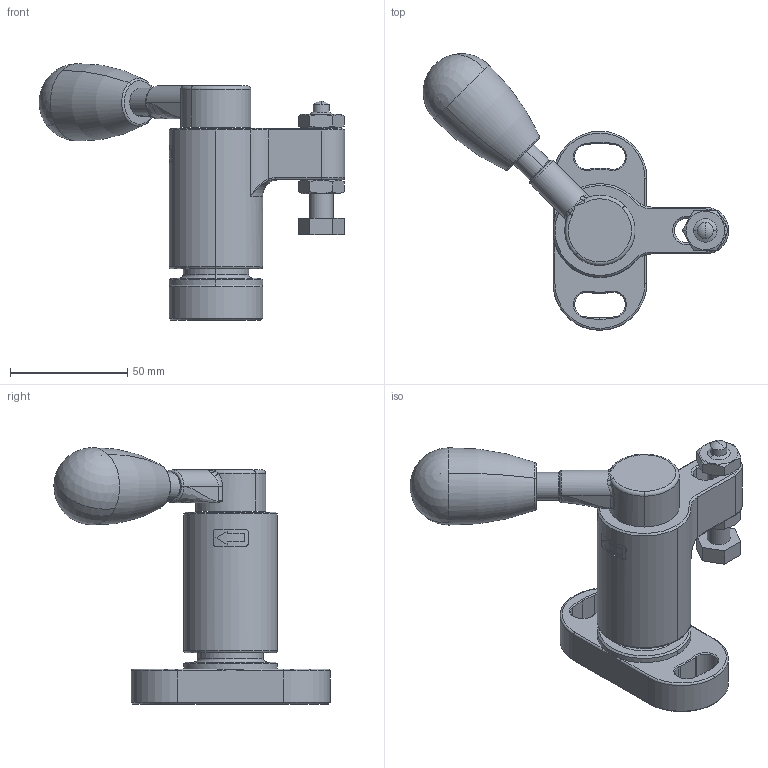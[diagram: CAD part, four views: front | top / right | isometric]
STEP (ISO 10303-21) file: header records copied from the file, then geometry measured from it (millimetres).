
FILE_DESCRIPTION (( 'STEP AP203' ), '1' );
FILE_NAME ('qlswc300r-np.STEP', '2021-10-21T08:38:26', ( '' ), ( '' ), 'SwSTEP 2.0', 'SolidWorks 2020', '' );
FILE_SCHEMA (( 'CONFIG_CONTROL_DESIGN' ));
Length unit declared in the file: millimetre
Products named in the file (7): qlswc300r-np_02; qlswc300r-np_05; qlswc300r-np; qlswc300r-np_03; qlswc300r-np_01; qlswc300r-np_06; qlswc300r-np_04
Assembly tree (6 placements, depth 2):
  qlswc300r-np
    qlswc300r-np_01
    qlswc300r-np_02
    qlswc300r-np_03
    qlswc300r-np_04
    qlswc300r-np_05
    qlswc300r-np_06
Bounding box: 130.42 x 117.99 x 109.45 mm (x, y, z)
Volume: 187542.4 mm3; surface area: 49190.7 mm2
Topology: 6 solids, 6 shells, 230 faces, 541 edges, 320 vertices
Faces by surface type: plane 64, cylinder 62, cone 53, bspline 28, torus 19, sphere 4
Entity records: 8563 total; most frequent: CARTESIAN_POINT 2690, DIRECTION 1111, ORIENTED_EDGE 1056, EDGE_CURVE 528, AXIS2_PLACEMENT_3D 452, VERTEX_POINT 318, EDGE_LOOP 252, CIRCLE 241
